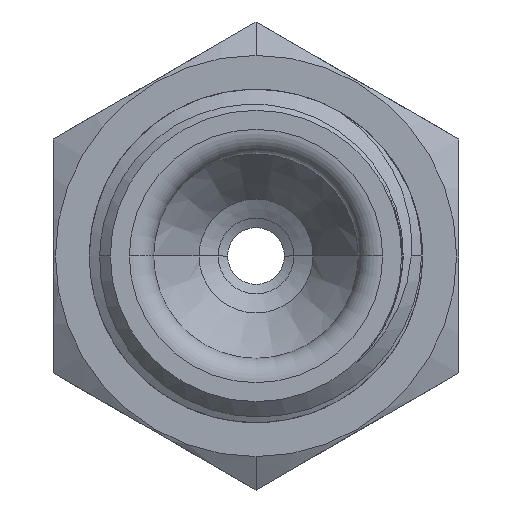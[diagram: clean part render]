
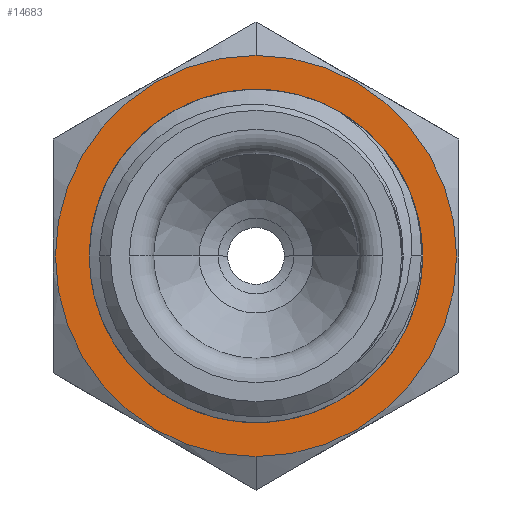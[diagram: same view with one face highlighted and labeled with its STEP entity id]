
A CAD part, front view. The second image highlights one B-rep face of the part: STEP entity #14683.
In plain terms, the highlighted planar face has unit normal (0, -1, 0).
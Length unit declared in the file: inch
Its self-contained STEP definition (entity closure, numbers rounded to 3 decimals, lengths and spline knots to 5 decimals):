
#379 = ORIENTED_EDGE ( 'NONE', *, *, #14436, .T. ) ;
#585 = DIRECTION ( 'NONE',  ( 0., 1., 0. ) ) ;
#812 = DIRECTION ( 'NONE',  ( -1., 0., 0. ) ) ;
#1024 = FACE_BOUND ( 'NONE', #3433, .T. ) ;
#1400 = FACE_OUTER_BOUND ( 'NONE', #11366, .T. ) ;
#1978 = VERTEX_POINT ( 'NONE', #4942 ) ;
#2316 = CARTESIAN_POINT ( 'NONE',  ( 0., 0.75, 0. ) ) ;
#2537 = AXIS2_PLACEMENT_3D ( 'NONE', #8263, #7065, #12063 ) ;
#2784 = CIRCLE ( 'NONE', #6420, 0.39 ) ;
#3141 = ORIENTED_EDGE ( 'NONE', *, *, #15008, .T. ) ;
#3433 = EDGE_LOOP ( 'NONE', ( #379, #3141 ) ) ;
#3466 = DIRECTION ( 'NONE',  ( 0., -1., 0. ) ) ;
#3612 = VERTEX_POINT ( 'NONE', #6436 ) ;
#3676 = DIRECTION ( 'NONE',  ( 0., 0., -1. ) ) ;
#4905 = VERTEX_POINT ( 'NONE', #6963 ) ;
#4942 = CARTESIAN_POINT ( 'NONE',  ( 0., 0.75, 0.495 ) ) ;
#6288 = EDGE_CURVE ( 'NONE', #10530, #1978, #16014, .T. ) ;
#6420 = AXIS2_PLACEMENT_3D ( 'NONE', #9463, #585, #812 ) ;
#6436 = CARTESIAN_POINT ( 'NONE',  ( -0.39, 0.75, 0. ) ) ;
#6533 = CARTESIAN_POINT ( 'NONE',  ( 0., 0.75, 0. ) ) ;
#6963 = CARTESIAN_POINT ( 'NONE',  ( 0.39, 0.75, 0. ) ) ;
#7065 = DIRECTION ( 'NONE',  ( 0., -1., 0. ) ) ;
#7151 = CIRCLE ( 'NONE', #14600, 0.495 ) ;
#7574 = CARTESIAN_POINT ( 'NONE',  ( 0., 0.75, -0.495 ) ) ;
#8263 = CARTESIAN_POINT ( 'NONE',  ( 0., 0.75, -0.39 ) ) ;
#8393 = CARTESIAN_POINT ( 'NONE',  ( 0., 0.75, 0. ) ) ;
#9463 = CARTESIAN_POINT ( 'NONE',  ( 0., 0.75, 0. ) ) ;
#10397 = DIRECTION ( 'NONE',  ( 0., 1., 0. ) ) ;
#10451 = ORIENTED_EDGE ( 'NONE', *, *, #13670, .T. ) ;
#10530 = VERTEX_POINT ( 'NONE', #7574 ) ;
#10713 = DIRECTION ( 'NONE',  ( 0., 0., -1. ) ) ;
#11366 = EDGE_LOOP ( 'NONE', ( #10451, #11936 ) ) ;
#11656 = DIRECTION ( 'NONE',  ( -1., 0., 0. ) ) ;
#11936 = ORIENTED_EDGE ( 'NONE', *, *, #6288, .T. ) ;
#12063 = DIRECTION ( 'NONE',  ( 1., 0., 0. ) ) ;
#12559 = CIRCLE ( 'NONE', #13132, 0.39 ) ;
#13132 = AXIS2_PLACEMENT_3D ( 'NONE', #6533, #10397, #11656 ) ;
#13158 = PLANE ( 'NONE',  #2537 ) ;
#13233 = DIRECTION ( 'NONE',  ( 0., -1., 0. ) ) ;
#13670 = EDGE_CURVE ( 'NONE', #1978, #10530, #7151, .T. ) ;
#14436 = EDGE_CURVE ( 'NONE', #3612, #4905, #2784, .T. ) ;
#14600 = AXIS2_PLACEMENT_3D ( 'NONE', #2316, #3466, #3676 ) ;
#14683 = ADVANCED_FACE ( 'NONE', ( #1024, #1400 ), #13158, .T. ) ;
#14983 = AXIS2_PLACEMENT_3D ( 'NONE', #8393, #13233, #10713 ) ;
#15008 = EDGE_CURVE ( 'NONE', #4905, #3612, #12559, .T. ) ;
#16014 = CIRCLE ( 'NONE', #14983, 0.495 ) ;
